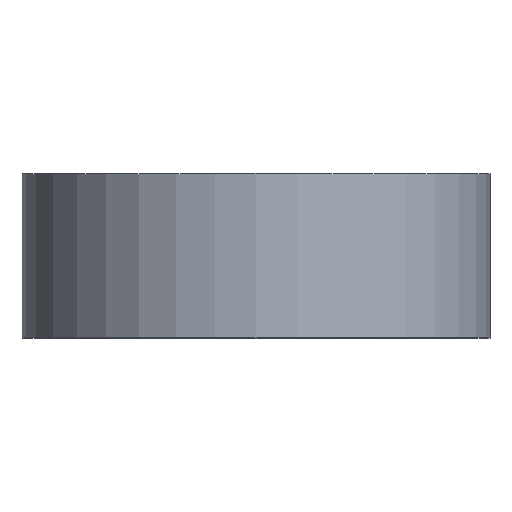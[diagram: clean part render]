
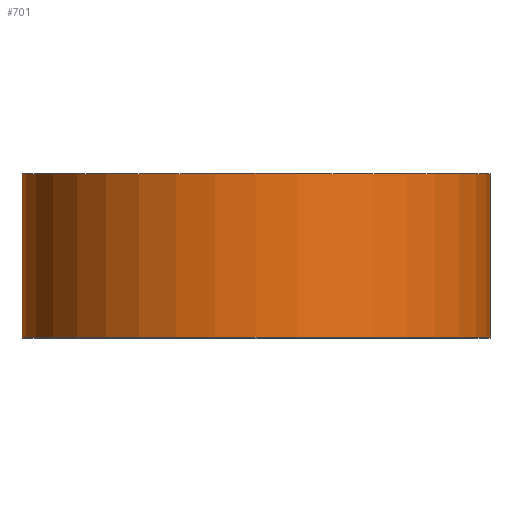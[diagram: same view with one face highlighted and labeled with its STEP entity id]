
A CAD part, top view. The second image highlights one B-rep face of the part: STEP entity #701.
In plain terms, the highlighted cylindrical face has radius 10 mm (diameter 20 mm), a partial arc.
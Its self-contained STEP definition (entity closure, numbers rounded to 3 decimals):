
#657 = EDGE_CURVE('',#658,#660,#662,.T.);
#658 = VERTEX_POINT('',#659);
#659 = CARTESIAN_POINT('',(10.,-7.,5.));
#660 = VERTEX_POINT('',#661);
#661 = CARTESIAN_POINT('',(-10.,-7.,5.));
#662 = CIRCLE('',#663,10.);
#663 = AXIS2_PLACEMENT_3D('',#664,#665,#666);
#664 = CARTESIAN_POINT('',(0.,-7.,5.));
#665 = DIRECTION('',(0.,-1.,0.));
#666 = DIRECTION('',(1.,0.,0.));
#701 = ADVANCED_FACE('',(#702),#728,.T.);
#702 = FACE_BOUND('',#703,.F.);
#703 = EDGE_LOOP('',(#704,#712,#713,#721));
#704 = ORIENTED_EDGE('',*,*,#705,.T.);
#705 = EDGE_CURVE('',#706,#658,#708,.T.);
#706 = VERTEX_POINT('',#707);
#707 = CARTESIAN_POINT('',(10.,0.,5.));
#708 = LINE('',#709,#710);
#709 = CARTESIAN_POINT('',(10.,0.,5.));
#710 = VECTOR('',#711,1.);
#711 = DIRECTION('',(0.,-1.,0.));
#712 = ORIENTED_EDGE('',*,*,#657,.T.);
#713 = ORIENTED_EDGE('',*,*,#714,.F.);
#714 = EDGE_CURVE('',#715,#660,#717,.T.);
#715 = VERTEX_POINT('',#716);
#716 = CARTESIAN_POINT('',(-10.,0.,5.));
#717 = LINE('',#718,#719);
#718 = CARTESIAN_POINT('',(-10.,0.,5.));
#719 = VECTOR('',#720,1.);
#720 = DIRECTION('',(0.,-1.,0.));
#721 = ORIENTED_EDGE('',*,*,#722,.F.);
#722 = EDGE_CURVE('',#706,#715,#723,.T.);
#723 = CIRCLE('',#724,10.);
#724 = AXIS2_PLACEMENT_3D('',#725,#726,#727);
#725 = CARTESIAN_POINT('',(0.,0.,5.));
#726 = DIRECTION('',(0.,-1.,0.));
#727 = DIRECTION('',(1.,0.,0.));
#728 = CYLINDRICAL_SURFACE('',#729,10.);
#729 = AXIS2_PLACEMENT_3D('',#730,#731,#732);
#730 = CARTESIAN_POINT('',(0.,0.,5.));
#731 = DIRECTION('',(0.,1.,0.));
#732 = DIRECTION('',(1.,0.,0.));
